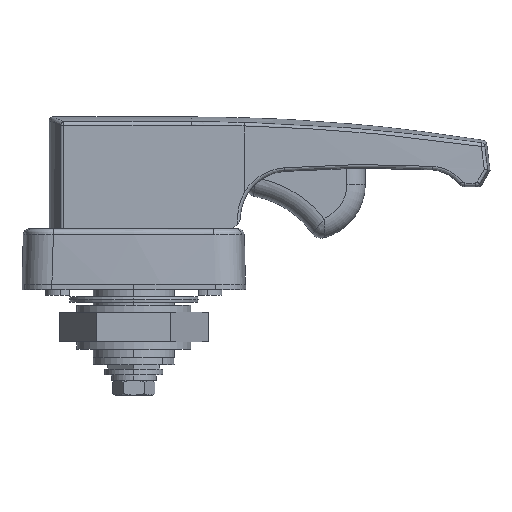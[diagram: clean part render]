
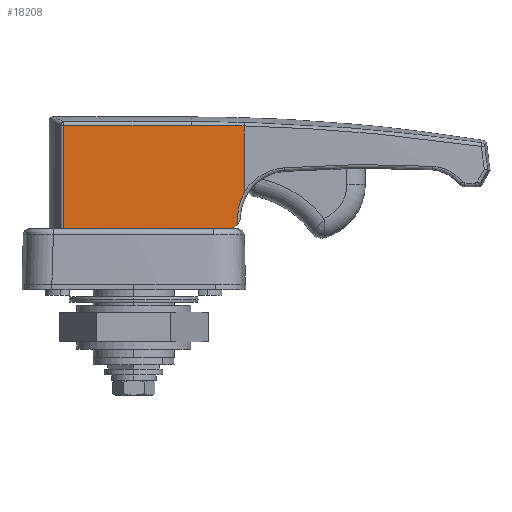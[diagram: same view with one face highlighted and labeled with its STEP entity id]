
A CAD part, left-side view. The second image highlights one B-rep face of the part: STEP entity #18208.
In plain terms, the highlighted planar face has unit normal (-1, 0, 0).
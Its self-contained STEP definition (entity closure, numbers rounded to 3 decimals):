
#379 = CARTESIAN_POINT ( 'NONE',  ( -12., -25.214, 33.679 ) ) ;
#641 = CARTESIAN_POINT ( 'NONE',  ( -12., -28.27, 9.72 ) ) ;
#801 = CARTESIAN_POINT ( 'NONE',  ( -12., 19.621, 33.749 ) ) ;
#974 = VERTEX_POINT ( 'NONE', #22660 ) ;
#1208 = CARTESIAN_POINT ( 'NONE',  ( -12., -28.88, 12.633 ) ) ;
#1236 = ORIENTED_EDGE ( 'NONE', *, *, #5558, .T. ) ;
#1883 = DIRECTION ( 'NONE',  ( 0., 0., -1. ) ) ;
#2835 = CARTESIAN_POINT ( 'NONE',  ( -12., -30., 15.37 ) ) ;
#3065 = CARTESIAN_POINT ( 'NONE',  ( -12., -29.967, 15.283 ) ) ;
#3116 = EDGE_CURVE ( 'NONE', #17002, #20592, #19798, .T. ) ;
#3656 = VERTEX_POINT ( 'NONE', #10936 ) ;
#3799 = DIRECTION ( 'NONE',  ( 0., -1., 0. ) ) ;
#4339 = LINE ( 'NONE', #14516, #15249 ) ;
#5558 = EDGE_CURVE ( 'NONE', #22478, #19523, #17921, .T. ) ;
#5837 = B_SPLINE_CURVE_WITH_KNOTS ( 'NONE', 3,
 ( #16754, #379, #11103, #9536 ),
 .UNSPECIFIED., .F., .F.,
 ( 4, 4 ),
 ( 0., 0.014 ),
 .UNSPECIFIED. ) ;
#6279 = EDGE_CURVE ( 'NONE', #974, #17607, #4339, .T. ) ;
#6424 = CARTESIAN_POINT ( 'NONE',  ( -12., -29.865, 15.047 ) ) ;
#6590 = CARTESIAN_POINT ( 'NONE',  ( -12., -29.941, 15.218 ) ) ;
#7158 = CARTESIAN_POINT ( 'NONE',  ( -12., 19.621, 5.7 ) ) ;
#7282 = B_SPLINE_CURVE_WITH_KNOTS ( 'NONE', 3,
 ( #17031, #8070, #18556, #641, #14964, #15577, #1208, #20684, #22665, #8147, #10123, #15496, #6424, #8229, #6590, #3065, #11692, #17267, #2835, #13555 ),
 .UNSPECIFIED., .F., .F.,
 ( 4, 2, 2, 2, 2, 2, 2, 2, 2, 4 ),
 ( 0., 0.002, 0.004, 0.007, 0.008, 0.008, 0.009, 0.009, 0.009, 0.009 ),
 .UNSPECIFIED. ) ;
#7599 = DIRECTION ( 'NONE',  ( 1., 0., 0. ) ) ;
#7645 = LINE ( 'NONE', #10063, #8783 ) ;
#7781 = AXIS2_PLACEMENT_3D ( 'NONE', #11177, #13040, #14841 ) ;
#8070 = CARTESIAN_POINT ( 'NONE',  ( -12., -28.208, 7.487 ) ) ;
#8147 = CARTESIAN_POINT ( 'NONE',  ( -12., -29.632, 14.539 ) ) ;
#8229 = CARTESIAN_POINT ( 'NONE',  ( -12., -29.922, 15.175 ) ) ;
#8783 = VECTOR ( 'NONE', #13410, 1000. ) ;
#9492 = CARTESIAN_POINT ( 'NONE',  ( -12., -15.64, 33.749 ) ) ;
#9536 = CARTESIAN_POINT ( 'NONE',  ( -12., -15.64, 33.749 ) ) ;
#9897 = LINE ( 'NONE', #801, #18830 ) ;
#10006 = VECTOR ( 'NONE', #1883, 1000. ) ;
#10063 = CARTESIAN_POINT ( 'NONE',  ( -12., 19.053, 36. ) ) ;
#10123 = CARTESIAN_POINT ( 'NONE',  ( -12., -29.709, 14.709 ) ) ;
#10569 = CARTESIAN_POINT ( 'NONE',  ( -12., -28.283, 6.745 ) ) ;
#10880 = VERTEX_POINT ( 'NONE', #9492 ) ;
#10936 = CARTESIAN_POINT ( 'NONE',  ( -12., 19.053, 33.749 ) ) ;
#11103 = CARTESIAN_POINT ( 'NONE',  ( -12., -20.428, 33.749 ) ) ;
#11157 = FACE_OUTER_BOUND ( 'NONE', #14769, .T. ) ;
#11177 = CARTESIAN_POINT ( 'NONE',  ( -12., -26.008, 8.7 ) ) ;
#11351 = EDGE_CURVE ( 'NONE', #17002, #10880, #5837, .T. ) ;
#11367 = CARTESIAN_POINT ( 'NONE',  ( -12., 19.621, 5.7 ) ) ;
#11692 = CARTESIAN_POINT ( 'NONE',  ( -12., -29.975, 15.304 ) ) ;
#11874 = CARTESIAN_POINT ( 'NONE',  ( -12., -30., 15.394 ) ) ;
#11987 = EDGE_CURVE ( 'NONE', #17752, #974, #23099, .T. ) ;
#12480 = VECTOR ( 'NONE', #16321, 1000. ) ;
#12956 = ORIENTED_EDGE ( 'NONE', *, *, #11351, .T. ) ;
#13040 = DIRECTION ( 'NONE',  ( -1., 0., 0. ) ) ;
#13116 = ORIENTED_EDGE ( 'NONE', *, *, #13357, .T. ) ;
#13151 = DIRECTION ( 'NONE',  ( 0., -1., 0. ) ) ;
#13357 = EDGE_CURVE ( 'NONE', #17607, #22478, #16681, .T. ) ;
#13388 = EDGE_CURVE ( 'NONE', #19523, #20592, #7282, .T. ) ;
#13410 = DIRECTION ( 'NONE',  ( 0., 0., -1. ) ) ;
#13555 = CARTESIAN_POINT ( 'NONE',  ( -12., -30., 15.394 ) ) ;
#14237 = EDGE_CURVE ( 'NONE', #3656, #17752, #7645, .T. ) ;
#14246 = AXIS2_PLACEMENT_3D ( 'NONE', #18327, #7599, #20139 ) ;
#14387 = CARTESIAN_POINT ( 'NONE',  ( -12., -30., 36. ) ) ;
#14516 = CARTESIAN_POINT ( 'NONE',  ( -12., 19.621, 5.7 ) ) ;
#14639 = ORIENTED_EDGE ( 'NONE', *, *, #11987, .T. ) ;
#14769 = EDGE_LOOP ( 'NONE', ( #19945, #12956, #19590, #15389, #14639, #16294, #13116, #1236, #15795 ) ) ;
#14841 = DIRECTION ( 'NONE',  ( 0., 1., 0. ) ) ;
#14964 = CARTESIAN_POINT ( 'NONE',  ( -12., -28.367, 10.459 ) ) ;
#15249 = VECTOR ( 'NONE', #3799, 1000. ) ;
#15389 = ORIENTED_EDGE ( 'NONE', *, *, #14237, .T. ) ;
#15496 = CARTESIAN_POINT ( 'NONE',  ( -12., -29.826, 14.963 ) ) ;
#15577 = CARTESIAN_POINT ( 'NONE',  ( -12., -28.672, 11.917 ) ) ;
#15697 = EDGE_CURVE ( 'NONE', #10880, #3656, #9897, .T. ) ;
#15795 = ORIENTED_EDGE ( 'NONE', *, *, #13388, .T. ) ;
#16294 = ORIENTED_EDGE ( 'NONE', *, *, #6279, .T. ) ;
#16321 = DIRECTION ( 'NONE',  ( 0., -1., 0. ) ) ;
#16681 = LINE ( 'NONE', #11367, #19171 ) ;
#16754 = CARTESIAN_POINT ( 'NONE',  ( -12., -30., 33.537 ) ) ;
#17002 = VERTEX_POINT ( 'NONE', #17133 ) ;
#17031 = CARTESIAN_POINT ( 'NONE',  ( -12., -28.283, 6.745 ) ) ;
#17133 = CARTESIAN_POINT ( 'NONE',  ( -12., -30., 33.537 ) ) ;
#17267 = CARTESIAN_POINT ( 'NONE',  ( -12., -29.991, 15.348 ) ) ;
#17607 = VERTEX_POINT ( 'NONE', #21443 ) ;
#17752 = VERTEX_POINT ( 'NONE', #20122 ) ;
#17921 = CIRCLE ( 'NONE', #7781, 3. ) ;
#18208 = ADVANCED_FACE ( 'NONE', ( #11157 ), #18245, .F. ) ;
#18245 = PLANE ( 'NONE',  #14246 ) ;
#18327 = CARTESIAN_POINT ( 'NONE',  ( -12., 19.621, 36. ) ) ;
#18556 = CARTESIAN_POINT ( 'NONE',  ( -12., -28.191, 8.232 ) ) ;
#18830 = VECTOR ( 'NONE', #20513, 1000. ) ;
#19171 = VECTOR ( 'NONE', #13151, 1000. ) ;
#19523 = VERTEX_POINT ( 'NONE', #10569 ) ;
#19590 = ORIENTED_EDGE ( 'NONE', *, *, #15697, .T. ) ;
#19798 = LINE ( 'NONE', #14387, #10006 ) ;
#19945 = ORIENTED_EDGE ( 'NONE', *, *, #3116, .F. ) ;
#20122 = CARTESIAN_POINT ( 'NONE',  ( -12., 19.053, 5.7 ) ) ;
#20139 = DIRECTION ( 'NONE',  ( 0., 1., 0. ) ) ;
#20513 = DIRECTION ( 'NONE',  ( 0., 1., 0. ) ) ;
#20592 = VERTEX_POINT ( 'NONE', #11874 ) ;
#20684 = CARTESIAN_POINT ( 'NONE',  ( -12., -29.266, 13.682 ) ) ;
#21205 = CARTESIAN_POINT ( 'NONE',  ( -12., -26.008, 5.7 ) ) ;
#21443 = CARTESIAN_POINT ( 'NONE',  ( -12., -17.234, 5.7 ) ) ;
#22478 = VERTEX_POINT ( 'NONE', #21205 ) ;
#22660 = CARTESIAN_POINT ( 'NONE',  ( -12., 17.234, 5.7 ) ) ;
#22665 = CARTESIAN_POINT ( 'NONE',  ( -12., -29.407, 14.028 ) ) ;
#23099 = LINE ( 'NONE', #7158, #12480 ) ;
